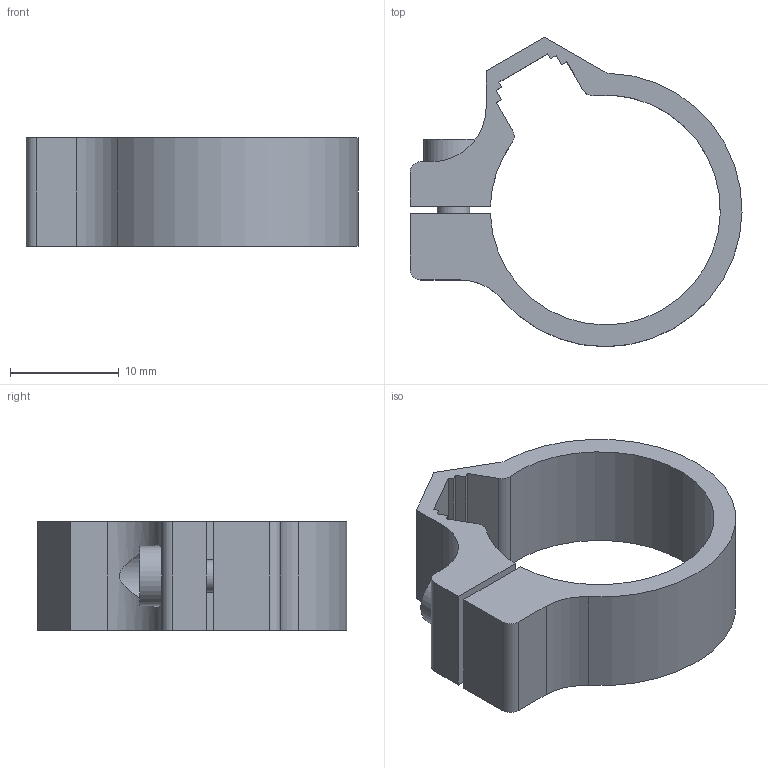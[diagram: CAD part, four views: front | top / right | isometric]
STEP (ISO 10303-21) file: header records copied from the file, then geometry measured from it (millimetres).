
FILE_DESCRIPTION(/* description */ (''),/* implementation_level */ '2;1');
FILE_NAME(/* name */ '1280_20_FS.stp',/* time_stamp */ '2017-11-13T14:32:37+01:00',/* author */ ('Maniean1'),/* organization */ (''),/* preprocessor_version */ 'ST-DEVELOPER v16.5',/* originating_system */ 'Autodesk Inventor 2017',/* authorisation */ '');
FILE_SCHEMA (('AUTOMOTIVE_DESIGN { 1 0 10303 214 3 1 1 }'));
Length unit declared in the file: millimetre
Products named in the file (1): 1280.20.FS
Bounding box: 30.6 x 28.53 x 10 mm (x, y, z)
Volume: 2189.8 mm3; surface area: 2341.7 mm2
Topology: 1 solids, 1 shells, 37 faces, 102 edges, 68 vertices
Faces by surface type: plane 24, cylinder 13
Full cylindrical faces by diameter (mm): 3 x1, 5.5 x1, 5.8 x1
Entity records: 1228 total; most frequent: CARTESIAN_POINT 237, DIRECTION 199, ORIENTED_EDGE 196, EDGE_CURVE 98, LINE 71, VECTOR 71, VERTEX_POINT 67, AXIS2_PLACEMENT_3D 64
